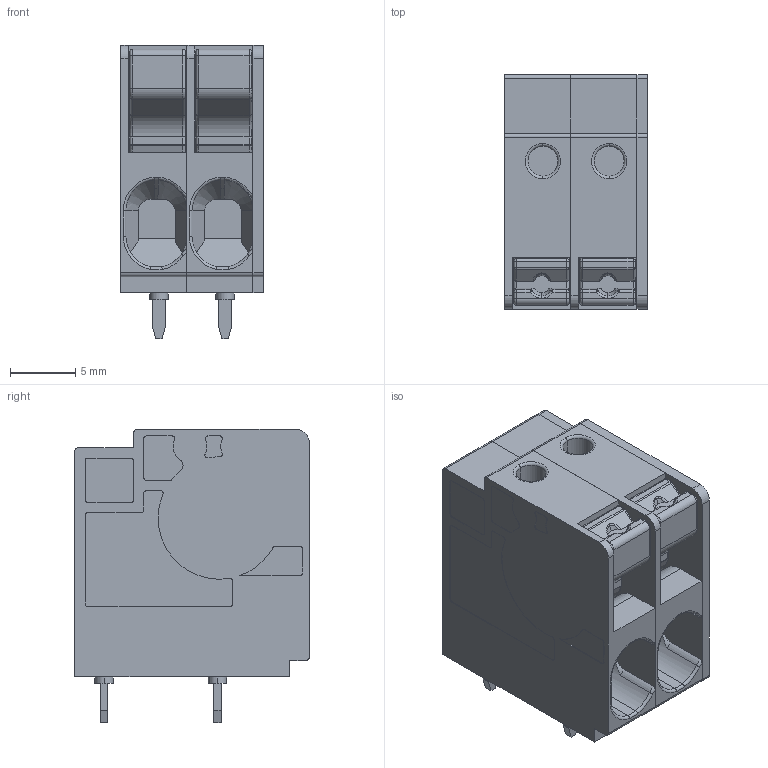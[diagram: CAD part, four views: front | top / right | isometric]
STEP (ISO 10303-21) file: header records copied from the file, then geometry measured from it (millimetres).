
FILE_DESCRIPTION(('STEP AP242'),'1');
FILE_NAME('1017503.stp','2024-12-04T02:45:50',('TraceParts'),('TraceParts S.A.'),'Spatial InterOp 3D',' ',' ');
FILE_SCHEMA(('AP242_MANAGED_MODEL_BASED_3D_ENGINEERING_MIM_LF {1 0 10303 442 1 1 4}'));
Length unit declared in the file: millimetre
Products named in the file (1): 1017503_1
Bounding box: 10.96 x 18 x 22.5 mm (x, y, z)
Volume: 2868.4 mm3; surface area: 4449.3 mm2
Topology: 13 solids, 13 shells, 1615 faces, 4341 edges, 2830 vertices
Faces by surface type: plane 1011, cylinder 326, torus 196, extrusion 36, bspline 18, sphere 16, cone 12
Entity records: 70280 total; most frequent: CARTESIAN_POINT 16142, ORIENTED_EDGE 8650, DIRECTION 8467, EDGE_CURVE 4325, VECTOR 3059, LINE 3023, VERTEX_POINT 2830, AXIS2_PLACEMENT_3D 2704
